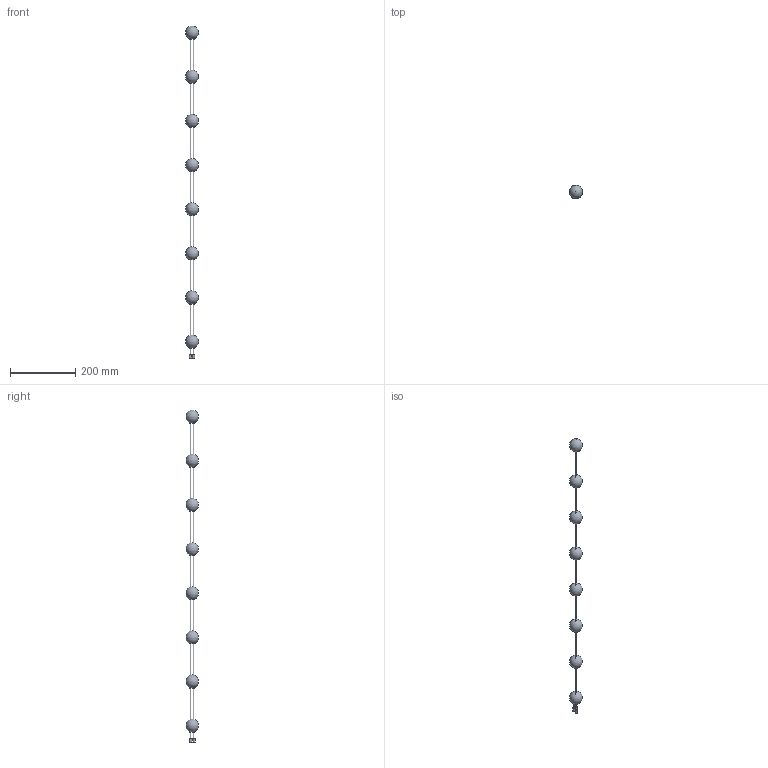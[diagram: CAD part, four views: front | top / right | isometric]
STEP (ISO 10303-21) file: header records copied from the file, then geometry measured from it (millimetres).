
FILE_DESCRIPTION(('FreeCAD Model'),'2;1');
FILE_NAME('column.stp', '2018-02-27T20:41:16',('Author'),(''), 'Open CASCADE STEP processor 6.8','FreeCAD','Unknown');
FILE_SCHEMA(('AUTOMOTIVE_DESIGN_CC2 { 1 2 10303 214 -1 1 5 4 }'));
Length unit declared in the file: millimetre
Products named in the file (8): ASSEMBLY; Power; Plug1; Power_Wire; Ground_Wire; Data_line; Array; Board1
Assembly tree (7 placements, depth 2):
  ASSEMBLY
    Power
    Plug1
    Power_Wire
    Ground_Wire
    Data_line
    Array
    Board1
Bounding box: 39.85 x 39.71 x 1015 mm (x, y, z)
Volume: 320537.5 mm3; surface area: 74211.2 mm2
Topology: 26 solids, 26 shells, 87 faces, 159 edges, 106 vertices
Faces by surface type: plane 70, sphere 9, cylinder 8
Full cylindrical faces by diameter (mm): 2.5 x4, 7 x4
Entity records: 4086 total; most frequent: DIRECTION 602, CARTESIAN_POINT 588, LINE 364, VECTOR 364, ORIENTED_EDGE 264, PCURVE 264, DEFINITIONAL_REPRESENTATION 264, EDGE_CURVE 132
